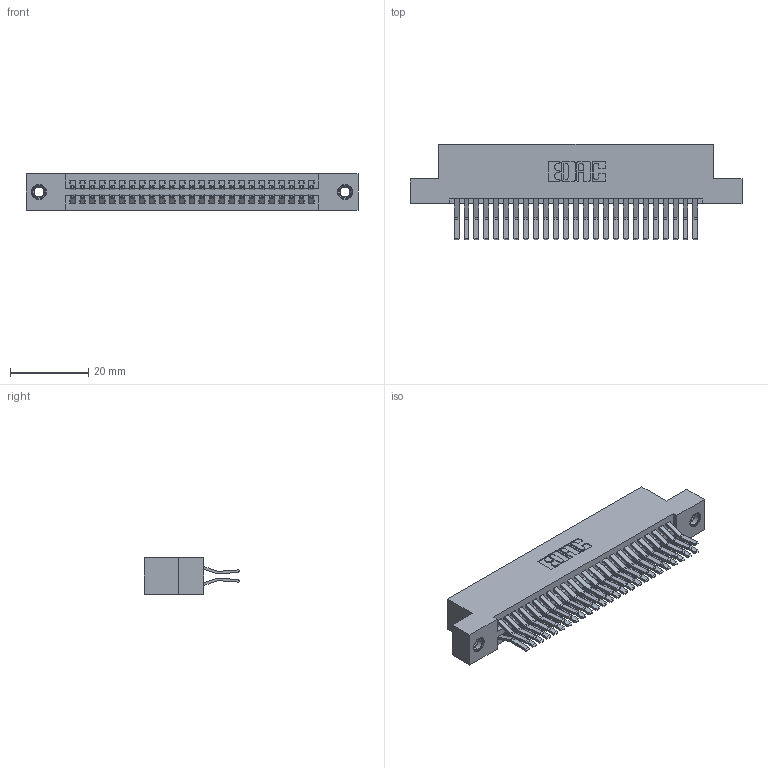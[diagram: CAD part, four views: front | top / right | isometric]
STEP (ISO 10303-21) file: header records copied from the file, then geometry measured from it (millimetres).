
FILE_DESCRIPTION (( 'STEP AP203' ), '1' );
FILE_NAME ('395-050-560-207.STEP', '2019-10-19T14:23:55', ( '' ), ( '' ), 'SwSTEP 2.0', 'SolidWorks 2016', '' );
FILE_SCHEMA (( 'CONFIG_CONTROL_DESIGN' ));
Length unit declared in the file: inch
Products named in the file (4): 345-292-001_560 Tail; 345-250-001_345-250-005-103; 395-050-560-207; 345 Part_Flush Mounting Lugs - 0.156 Dia-TI
Assembly tree (53 placements, depth 2):
  395-050-560-207
    345 Part_Flush Mounting Lugs - 0.156 Dia-TI
    345-292-001_560 Tail  x50
    345-250-001_345-250-005-103  x2
Bounding box: 84.71 x 24.45 x 9.4 mm (x, y, z)
Volume: 8385.1 mm3; surface area: 12936.1 mm2
Topology: 53 solids, 53 shells, 2786 faces, 8227 edges, 5410 vertices
Faces by surface type: plane 1762, cylinder 1008, cone 12, torus 4
Entity records: 23178 total; most frequent: CARTESIAN_POINT 3883, ORIENTED_EDGE 3810, DIRECTION 3475, EDGE_CURVE 1905, LINE 1649, VECTOR 1649, VERTEX_POINT 1264, AXIS2_PLACEMENT_3D 913
